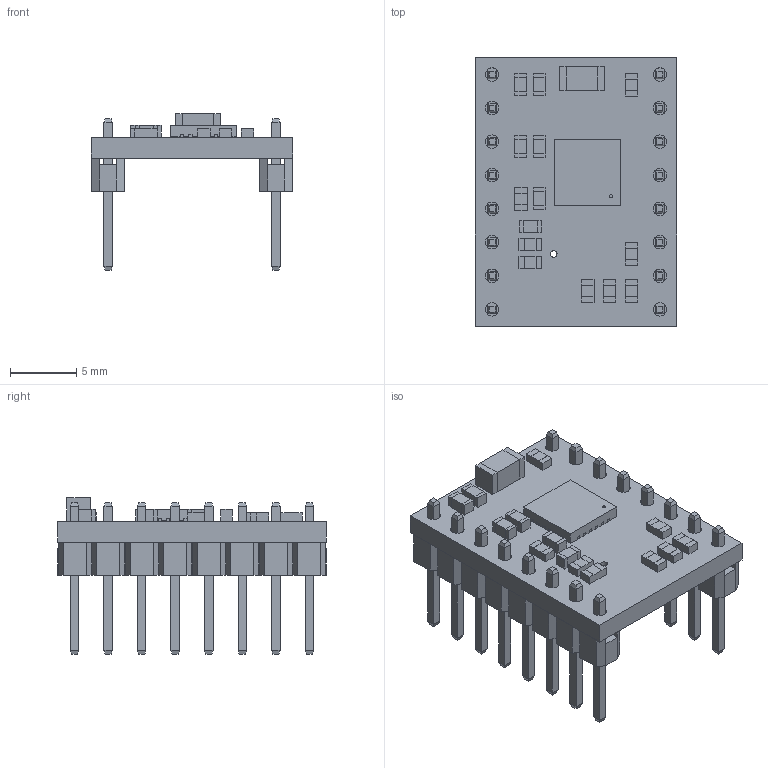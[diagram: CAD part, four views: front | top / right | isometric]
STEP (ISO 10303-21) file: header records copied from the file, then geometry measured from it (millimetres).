
FILE_DESCRIPTION (( 'STEP AP214' ), '1' );
FILE_NAME ('mp6500-stepper-motor-driver-carrier-digital-current-control.step', '2018-01-10T18:57:13', ( '' ), ( '' ), 'SwSTEP 2.0', 'SolidWorks 2016', '' );
FILE_SCHEMA (( 'AUTOMOTIVE_DESIGN' ));
Length unit declared in the file: millimetre
Products named in the file (1): mp6500-stepper-motor-driver-carrier-digital-current-control
Bounding box: 15.24 x 20.32 x 11.87 mm (x, y, z)
Volume: 788.3 mm3; surface area: 1808.5 mm2
Topology: 3 solids, 3 shells, 1216 faces, 3175 edges, 2028 vertices
Faces by surface type: plane 1005, bspline 169, cylinder 42
Full cylindrical faces by diameter (mm): 0.25 x1, 0.508 x1, 1.016 x16
Entity records: 55629 total; most frequent: CARTESIAN_POINT 13565, ORIENTED_EDGE 6314, DIRECTION 4957, EDGE_CURVE 3157, LINE 2693, VECTOR 2693, VERTEX_POINT 2028, EDGE_LOOP 1377
